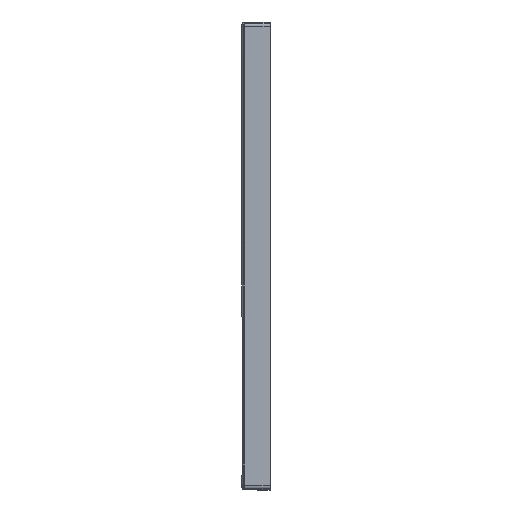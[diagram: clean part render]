
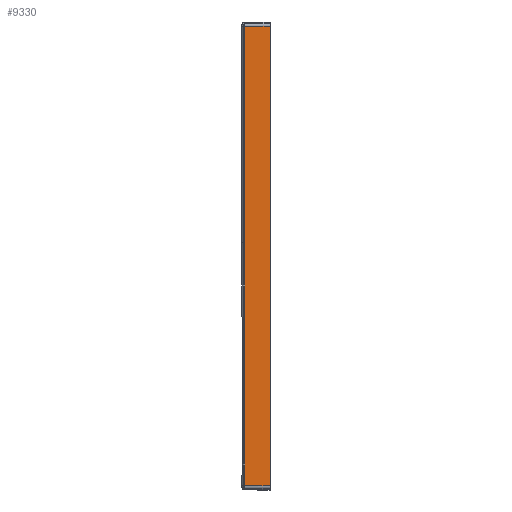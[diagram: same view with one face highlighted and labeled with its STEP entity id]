
A CAD part, left-side view. The second image highlights one B-rep face of the part: STEP entity #9330.
In plain terms, the highlighted planar face has unit normal (-1, 0, 0).
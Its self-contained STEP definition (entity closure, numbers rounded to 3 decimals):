
#2070=DIRECTION('',(0.,0.,-1.));
#2071=VECTOR('',#2070,5.007);
#2072=CARTESIAN_POINT('',(-800.,-5.107,45.));
#2073=LINE('',#2072,#2071);
#2074=CARTESIAN_POINT('',(-800.,-5.048,
422.5));
#2075=CARTESIAN_POINT('',(-800.,-5.055,
380.767));
#2076=CARTESIAN_POINT('',(-800.,-5.068,
297.159));
#2077=CARTESIAN_POINT('',(-800.,-5.088,
171.326));
#2078=CARTESIAN_POINT('',(-800.,-5.101,87.156));
#2079=CARTESIAN_POINT('',(-800.,-5.107,45.));
#2093=DIRECTION('',(0.,0.,1.));
#2094=VECTOR('',#2093,370.5);
#2095=CARTESIAN_POINT('',(-800.,-5.048,
422.5));
#2096=LINE('',#2095,#2094);
#2097=DIRECTION('',(0.,0.,-1.));
#2098=VECTOR('',#2097,786.);
#2099=CARTESIAN_POINT('',(-800.,-48.,793.));
#2100=LINE('',#2099,#2098);
#2101=DIRECTION('',(0.,1.,0.));
#2102=VECTOR('',#2101,42.981);
#2103=CARTESIAN_POINT('',(-800.,-48.,7.));
#2104=LINE('',#2103,#2102);
#2105=DIRECTION('',(0.,-0.003,1.));
#2106=VECTOR('',#2105,32.993);
#2107=CARTESIAN_POINT('',(-800.,-5.019,
7.));
#2108=LINE('',#2107,#2106);
#3047=DIRECTION('',(0.,1.,0.));
#3048=VECTOR('',#3047,43.);
#3049=CARTESIAN_POINT('',(-800.,-48.,793.));
#3050=LINE('',#3049,#3048);
#6186=CARTESIAN_POINT('',(-800.,-5.107,45.));
#6187=VERTEX_POINT('',#6186);
#6188=CARTESIAN_POINT('',(-800.,-5.107,
39.993));
#6189=VERTEX_POINT('',#6188);
#6190=VERTEX_POINT('',#2074);
#6192=CARTESIAN_POINT('',(-800.,-5.,
793.));
#6193=VERTEX_POINT('',#6192);
#6194=CARTESIAN_POINT('',(-800.,-48.,793.));
#6195=VERTEX_POINT('',#6194);
#6196=CARTESIAN_POINT('',(-800.,-48.,7.));
#6197=VERTEX_POINT('',#6196);
#6198=CARTESIAN_POINT('',(-800.,-5.019,
7.));
#6199=VERTEX_POINT('',#6198);
#9311=CARTESIAN_POINT('',(-800.,0.,0.));
#9312=DIRECTION('',(-1.,0.,0.));
#9313=DIRECTION('',(0.,0.,1.));
#9314=AXIS2_PLACEMENT_3D('',#9311,#9312,#9313);
#9315=PLANE('',#9314);
#9316=ORIENTED_EDGE('',*,*,#9237,.F.);
#9317=ORIENTED_EDGE('',*,*,#9301,.F.);
#9319=ORIENTED_EDGE('',*,*,#9318,.T.);
#9321=ORIENTED_EDGE('',*,*,#9320,.F.);
#9323=ORIENTED_EDGE('',*,*,#9322,.T.);
#9325=ORIENTED_EDGE('',*,*,#9324,.T.);
#9327=ORIENTED_EDGE('',*,*,#9326,.T.);
#9328=EDGE_LOOP('',(#9316,#9317,#9319,#9321,#9323,#9325,#9327));
#9329=FACE_OUTER_BOUND('',#9328,.F.);
#9330=ADVANCED_FACE('',(#9329),#9315,.T.);
#2080=B_SPLINE_CURVE_WITH_KNOTS('',3,(#2074,#2075,#2076,#2077,#2078,#2079),
.UNSPECIFIED.,.F.,.F.,(4,1,1,4),(0.,0.333,0.667,1.),
.UNSPECIFIED.);
#9237=EDGE_CURVE('',#6187,#6189,#2073,.T.);
#9301=EDGE_CURVE('',#6190,#6187,#2080,.T.);
#9318=EDGE_CURVE('',#6190,#6193,#2096,.T.);
#9320=EDGE_CURVE('',#6195,#6193,#3050,.T.);
#9322=EDGE_CURVE('',#6195,#6197,#2100,.T.);
#9324=EDGE_CURVE('',#6197,#6199,#2104,.T.);
#9326=EDGE_CURVE('',#6199,#6189,#2108,.T.);
